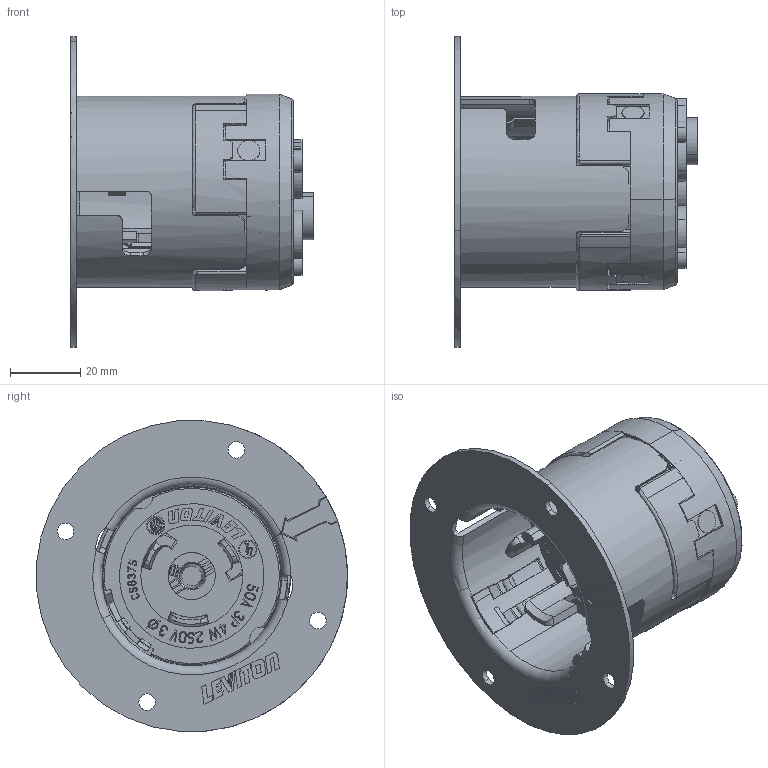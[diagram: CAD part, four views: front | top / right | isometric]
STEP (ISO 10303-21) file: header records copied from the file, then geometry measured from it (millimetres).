
FILE_DESCRIPTION (( 'STEP AP214' ), '1' );
FILE_NAME ('CATSTD-0CS83-075-M01.STEP', '2022-07-27T13:53:37', ( '' ), ( '' ), 'SwSTEP 2.0', 'SolidWorks 2020', '' );
FILE_SCHEMA (( 'AUTOMOTIVE_DESIGN' ));
Length unit declared in the file: inch
Products named in the file (1): CATSTD-0CS83-075-M01
Bounding box: 69.18 x 88.75 x 88.63 mm (x, y, z)
Volume: 95230.3 mm3; surface area: 36648.2 mm2
Topology: 1 solids, 1 shells, 1075 faces, 2983 edges, 1962 vertices
Faces by surface type: plane 660, cylinder 341, torus 43, cone 25, bspline 6
Full cylindrical faces by diameter (mm): 54.585 x1
Entity records: 50023 total; most frequent: CARTESIAN_POINT 8472, ORIENTED_EDGE 5962, DIRECTION 5715, EDGE_CURVE 2981, VERTEX_POINT 1961, AXIS2_PLACEMENT_3D 1929, VECTOR 1857, LINE 1857
